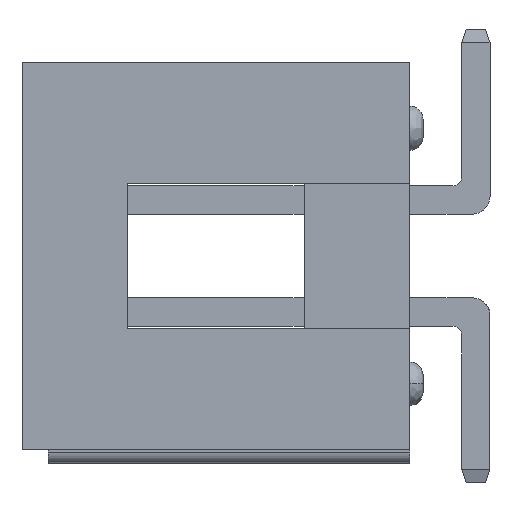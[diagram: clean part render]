
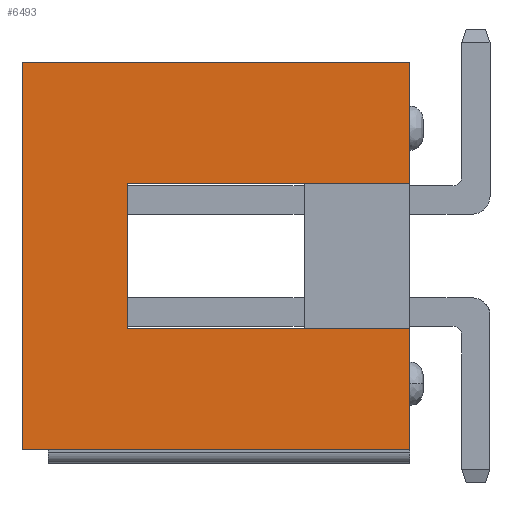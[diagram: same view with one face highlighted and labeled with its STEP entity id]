
A CAD part, left-side view. The second image highlights one B-rep face of the part: STEP entity #6493.
In plain terms, the highlighted face is planar.
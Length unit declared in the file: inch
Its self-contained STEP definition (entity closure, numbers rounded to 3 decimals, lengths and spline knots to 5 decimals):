
#108 = DIRECTION ( 'NONE',  ( 0., -1., 0. ) ) ;
#122 = VECTOR ( 'NONE', #3029, 39.37008 ) ;
#360 = ORIENTED_EDGE ( 'NONE', *, *, #6431, .F. ) ;
#488 = DIRECTION ( 'NONE',  ( 0., 0., -1. ) ) ;
#608 = AXIS2_PLACEMENT_3D ( 'NONE', #2933, #7758, #4158 ) ;
#674 = VERTEX_POINT ( 'NONE', #4957 ) ;
#761 = ORIENTED_EDGE ( 'NONE', *, *, #2645, .T. ) ;
#1156 = VERTEX_POINT ( 'NONE', #1552 ) ;
#1197 = ORIENTED_EDGE ( 'NONE', *, *, #5018, .T. ) ;
#1290 = LINE ( 'NONE', #5586, #4314 ) ;
#1291 = CARTESIAN_POINT ( 'NONE',  ( -7.30791, 1.99108, 0.75984 ) ) ;
#1360 = VECTOR ( 'NONE', #2211, 39.37008 ) ;
#1552 = CARTESIAN_POINT ( 'NONE',  ( -7.30791, 1.64463, 0.41339 ) ) ;
#1590 = VECTOR ( 'NONE', #108, 39.37008 ) ;
#1605 = EDGE_CURVE ( 'NONE', #674, #1156, #1290, .T. ) ;
#1913 = CARTESIAN_POINT ( 'NONE',  ( -7.30791, 1.73912, 0.65157 ) ) ;
#2171 = EDGE_CURVE ( 'NONE', #3235, #5888, #3343, .T. ) ;
#2211 = DIRECTION ( 'NONE',  ( 0., 0., -1. ) ) ;
#2324 = VERTEX_POINT ( 'NONE', #3966 ) ;
#2339 = CARTESIAN_POINT ( 'NONE',  ( -7.30791, 1.99108, 0.75984 ) ) ;
#2372 = ORIENTED_EDGE ( 'NONE', *, *, #1605, .F. ) ;
#2476 = VERTEX_POINT ( 'NONE', #6689 ) ;
#2598 = LINE ( 'NONE', #4667, #5665 ) ;
#2645 = EDGE_CURVE ( 'NONE', #2324, #1156, #6198, .T. ) ;
#2817 = LINE ( 'NONE', #1291, #4443 ) ;
#2849 = DIRECTION ( 'NONE',  ( 0., 0., -1. ) ) ;
#2894 = LINE ( 'NONE', #3172, #7712 ) ;
#2933 = CARTESIAN_POINT ( 'NONE',  ( -7.30791, 1.99108, 0.75945 ) ) ;
#3029 = DIRECTION ( 'NONE',  ( 0., 0., 1. ) ) ;
#3172 = CARTESIAN_POINT ( 'NONE',  ( -7.30791, 1.99108, 0.65157 ) ) ;
#3235 = VERTEX_POINT ( 'NONE', #2339 ) ;
#3343 = LINE ( 'NONE', #7704, #4987 ) ;
#3462 = ORIENTED_EDGE ( 'NONE', *, *, #6119, .T. ) ;
#3966 = CARTESIAN_POINT ( 'NONE',  ( -7.30791, 1.64463, 0.75984 ) ) ;
#4015 = ORIENTED_EDGE ( 'NONE', *, *, #4941, .T. ) ;
#4120 = ORIENTED_EDGE ( 'NONE', *, *, #2171, .F. ) ;
#4158 = DIRECTION ( 'NONE',  ( 0., 1., 0. ) ) ;
#4314 = VECTOR ( 'NONE', #5224, 39.37008 ) ;
#4318 = ORIENTED_EDGE ( 'NONE', *, *, #4714, .T. ) ;
#4443 = VECTOR ( 'NONE', #6120, 39.37008 ) ;
#4667 = CARTESIAN_POINT ( 'NONE',  ( -7.30791, 1.99108, 0.41142 ) ) ;
#4714 = EDGE_CURVE ( 'NONE', #5368, #2476, #4823, .T. ) ;
#4752 = PLANE ( 'NONE',  #608 ) ;
#4823 = LINE ( 'NONE', #7285, #1590 ) ;
#4941 = EDGE_CURVE ( 'NONE', #2476, #6550, #6323, .T. ) ;
#4957 = CARTESIAN_POINT ( 'NONE',  ( -7.30791, 1.99108, 0.41339 ) ) ;
#4987 = VECTOR ( 'NONE', #488, 39.37008 ) ;
#5018 = EDGE_CURVE ( 'NONE', #3235, #2324, #2817, .T. ) ;
#5224 = DIRECTION ( 'NONE',  ( 0., -1., 0. ) ) ;
#5368 = VERTEX_POINT ( 'NONE', #7594 ) ;
#5586 = CARTESIAN_POINT ( 'NONE',  ( -7.30791, 1.99108, 0.41339 ) ) ;
#5665 = VECTOR ( 'NONE', #2849, 39.37008 ) ;
#5888 = VERTEX_POINT ( 'NONE', #7703 ) ;
#5895 = CARTESIAN_POINT ( 'NONE',  ( -7.30791, 1.64463, 0.41299 ) ) ;
#5910 = EDGE_LOOP ( 'NONE', ( #4120, #1197, #761, #2372, #360, #4318, #4015, #3462 ) ) ;
#6119 = EDGE_CURVE ( 'NONE', #6550, #5888, #2894, .T. ) ;
#6120 = DIRECTION ( 'NONE',  ( 0., -1., 0. ) ) ;
#6198 = LINE ( 'NONE', #5895, #1360 ) ;
#6323 = LINE ( 'NONE', #7243, #122 ) ;
#6431 = EDGE_CURVE ( 'NONE', #5368, #674, #2598, .T. ) ;
#6493 = ADVANCED_FACE ( 'NONE', ( #6872 ), #4752, .T. ) ;
#6550 = VERTEX_POINT ( 'NONE', #1913 ) ;
#6689 = CARTESIAN_POINT ( 'NONE',  ( -7.30791, 1.73912, 0.52165 ) ) ;
#6872 = FACE_OUTER_BOUND ( 'NONE', #5910, .T. ) ;
#7243 = CARTESIAN_POINT ( 'NONE',  ( -7.30791, 1.73912, 0.75945 ) ) ;
#7285 = CARTESIAN_POINT ( 'NONE',  ( -7.30791, 1.99108, 0.52165 ) ) ;
#7378 = DIRECTION ( 'NONE',  ( 0., 1., 0. ) ) ;
#7594 = CARTESIAN_POINT ( 'NONE',  ( -7.30791, 1.99108, 0.52165 ) ) ;
#7703 = CARTESIAN_POINT ( 'NONE',  ( -7.30791, 1.99108, 0.65157 ) ) ;
#7704 = CARTESIAN_POINT ( 'NONE',  ( -7.30791, 1.99108, 0.41142 ) ) ;
#7712 = VECTOR ( 'NONE', #7378, 39.37008 ) ;
#7758 = DIRECTION ( 'NONE',  ( 1., 0., 0. ) ) ;
